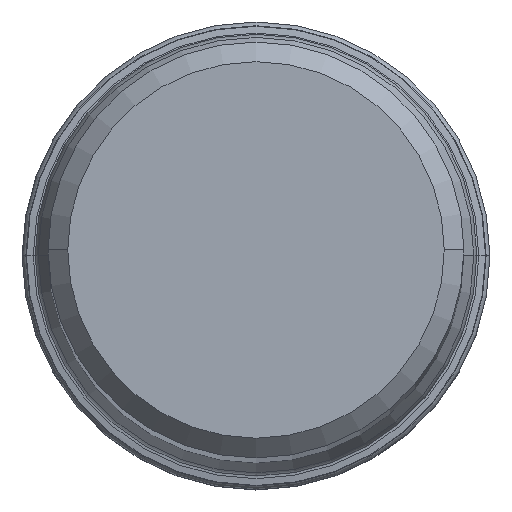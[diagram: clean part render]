
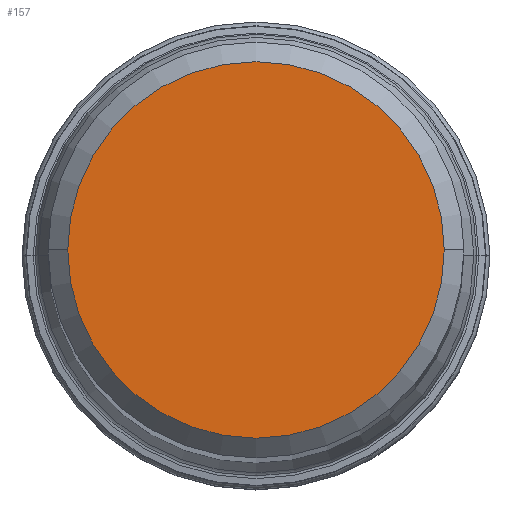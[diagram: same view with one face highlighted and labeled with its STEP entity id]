
A CAD part, top view. The second image highlights one B-rep face of the part: STEP entity #157.
In plain terms, the highlighted planar face has unit normal (0, 0, 1).
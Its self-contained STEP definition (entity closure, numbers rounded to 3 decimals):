
#30=PLANE('',#1203);
#157=ADVANCED_FACE('',(#218),#30,.F.);
#218=FACE_OUTER_BOUND('',#274,.T.);
#274=EDGE_LOOP('',(#493,#494,#495,#496));
#493=ORIENTED_EDGE('',*,*,#749,.F.);
#494=ORIENTED_EDGE('',*,*,#748,.F.);
#495=ORIENTED_EDGE('',*,*,#750,.F.);
#496=ORIENTED_EDGE('',*,*,#751,.F.);
#621=VERTEX_POINT('',#2908);
#622=VERTEX_POINT('',#2910);
#623=VERTEX_POINT('',#2912);
#624=VERTEX_POINT('',#2916);
#748=EDGE_CURVE('',#622,#623,#900,.T.);
#749=EDGE_CURVE('',#623,#621,#901,.T.);
#750=EDGE_CURVE('',#624,#622,#902,.T.);
#751=EDGE_CURVE('',#621,#624,#903,.T.);
#900=CIRCLE('',#1198,11.5);
#901=CIRCLE('',#1199,11.5);
#902=CIRCLE('',#1201,11.5);
#903=CIRCLE('',#1202,11.5);
#1198=AXIS2_PLACEMENT_3D('',#2911,#1497,#1498);
#1199=AXIS2_PLACEMENT_3D('',#2913,#1499,#1500);
#1201=AXIS2_PLACEMENT_3D('',#2915,#1503,#1504);
#1202=AXIS2_PLACEMENT_3D('',#2917,#1505,#1506);
#1203=AXIS2_PLACEMENT_3D('',#2918,#1507,#1508);
#1497=DIRECTION('',(0.,0.,-1.));
#1498=DIRECTION('',(-1.,0.,0.));
#1499=DIRECTION('',(0.,0.,-1.));
#1500=DIRECTION('',(0.,1.,0.));
#1503=DIRECTION('',(0.,0.,-1.));
#1504=DIRECTION('',(0.,-1.,0.));
#1505=DIRECTION('',(0.,0.,-1.));
#1506=DIRECTION('',(1.,0.,0.));
#1507=DIRECTION('',(0.,0.,-1.));
#1508=DIRECTION('',(-1.,0.,0.));
#2908=CARTESIAN_POINT('',(11.5,0.,0.));
#2910=CARTESIAN_POINT('',(-11.5,0.,0.));
#2911=CARTESIAN_POINT('',(0.,0.,0.));
#2912=CARTESIAN_POINT('',(0.,11.5,0.));
#2913=CARTESIAN_POINT('',(0.,0.,0.));
#2915=CARTESIAN_POINT('',(0.,0.,0.));
#2916=CARTESIAN_POINT('',(0.,-11.5,0.));
#2917=CARTESIAN_POINT('',(0.,0.,0.));
#2918=CARTESIAN_POINT('',(0.,0.,0.));
